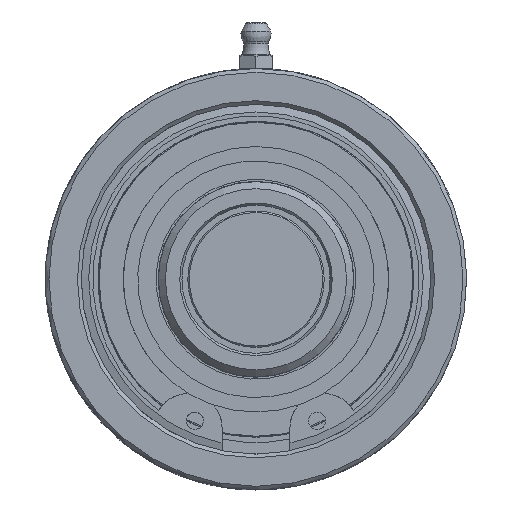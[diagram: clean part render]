
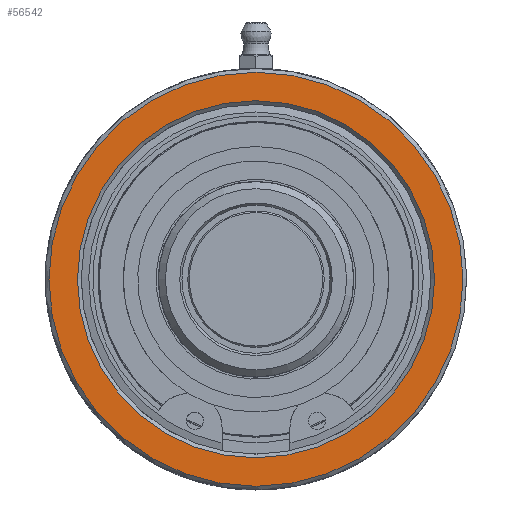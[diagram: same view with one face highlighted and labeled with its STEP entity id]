
A CAD part, left-side view. The second image highlights one B-rep face of the part: STEP entity #56542.
In plain terms, the highlighted planar face has unit normal (-1, 0, 0).
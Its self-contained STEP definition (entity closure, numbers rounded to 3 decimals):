
#56511=CARTESIAN_POINT('',(-48.,0.,38.34));
#56512=VERTEX_POINT('',#56511);
#56513=CARTESIAN_POINT('',(-48.0,0.,0.));
#56514=DIRECTION('',(-1.0,0.0,0.0));
#56515=DIRECTION('',(0.0,0.0,-1.0));
#56516=AXIS2_PLACEMENT_3D('',#56513,#56514,#56515);
#56517=CIRCLE('',#56516,38.34);
#56518=EDGE_CURVE('',#56512,#56512,#56517,.T.);
#56523=CARTESIAN_POINT('',(-48.0,0.,-24.233));
#56524=DIRECTION('',(1.0,0.0,0.0));
#56525=DIRECTION('',(0.0,0.0,-1.0));
#56526=AXIS2_PLACEMENT_3D('',#56523,#56524,#56525);
#56527=PLANE('',#56526);
#56528=CARTESIAN_POINT('',(-48.,0.,44.45));
#56529=VERTEX_POINT('',#56528);
#56530=CARTESIAN_POINT('',(-48.0,0.,0.));
#56531=DIRECTION('',(1.0,0.0,0.0));
#56532=DIRECTION('',(0.0,0.0,-1.0));
#56533=AXIS2_PLACEMENT_3D('',#56530,#56531,#56532);
#56534=CIRCLE('',#56533,44.45);
#56535=EDGE_CURVE('',#56529,#56529,#56534,.T.);
#56536=ORIENTED_EDGE('',*,*,#56535,.F.);
#56537=EDGE_LOOP('',(#56536));
#56538=FACE_OUTER_BOUND('',#56537,.T.);
#56539=ORIENTED_EDGE('',*,*,#56518,.F.);
#56540=EDGE_LOOP('',(#56539));
#56541=FACE_BOUND('',#56540,.T.);
#56542=ADVANCED_FACE('',(#56538,#56541),#56527,.F.);
